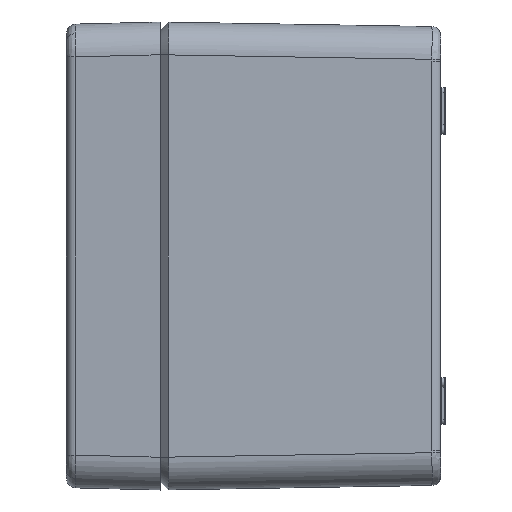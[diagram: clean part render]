
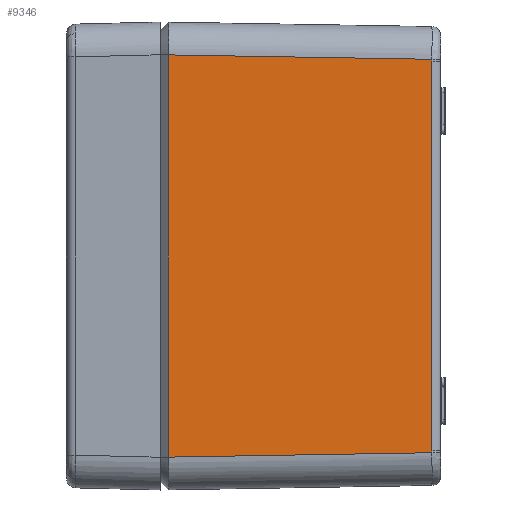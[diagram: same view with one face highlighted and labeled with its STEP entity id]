
A CAD part, left-side view. The second image highlights one B-rep face of the part: STEP entity #9346.
In plain terms, the highlighted planar face has unit normal (-1, -0.017, 0).
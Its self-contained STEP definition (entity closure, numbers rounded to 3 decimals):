
#9329 = ORIENTED_EDGE ( 'NONE', *, *, #9377, .T. ) ;
#9330 = VERTEX_POINT ( 'NONE', #28760 ) ;
#9331 = EDGE_CURVE ( 'NONE', #9330, #9333, #28828, .T. ) ;
#9332 = ORIENTED_EDGE ( 'NONE', *, *, #9331, .T. ) ;
#9333 = VERTEX_POINT ( 'NONE', #28827 ) ;
#9346 = ADVANCED_FACE ( 'NONE', ( #28837 ), #28835, .T. ) ;
#9348 = EDGE_LOOP ( 'NONE', ( #9350, #9332, #9329, #9372, #9371, #9353 ) ) ;
#9350 = ORIENTED_EDGE ( 'NONE', *, *, #9351, .T. ) ;
#9351 = EDGE_CURVE ( 'NONE', #9352, #9330, #28836, .T. ) ;
#9352 = VERTEX_POINT ( 'NONE', #28902 ) ;
#9353 = ORIENTED_EDGE ( 'NONE', *, *, #9360, .T. ) ;
#9359 = VERTEX_POINT ( 'NONE', #28944 ) ;
#9360 = EDGE_CURVE ( 'NONE', #9359, #9352, #28943, .T. ) ;
#9371 = ORIENTED_EDGE ( 'NONE', *, *, #9378, .T. ) ;
#9372 = ORIENTED_EDGE ( 'NONE', *, *, #9392, .T. ) ;
#9377 = EDGE_CURVE ( 'NONE', #9333, #9386, #28964, .T. ) ;
#9378 = EDGE_CURVE ( 'NONE', #9387, #9359, #28960, .T. ) ;
#9386 = VERTEX_POINT ( 'NONE', #29003 ) ;
#9387 = VERTEX_POINT ( 'NONE', #29002 ) ;
#9392 = EDGE_CURVE ( 'NONE', #9386, #9387, #28981, .T. ) ;
#28760 = CARTESIAN_POINT ( 'NONE',  ( -99.033, -58.036, -42.034 ) ) ;
#28803 = CARTESIAN_POINT ( 'NONE',  ( -99.033, -58.033, -41.659 ) ) ;
#28804 = CARTESIAN_POINT ( 'NONE',  ( -99.033, -58.033, -41.784 ) ) ;
#28805 = CARTESIAN_POINT ( 'NONE',  ( -99.033, -58.034, -41.909 ) ) ;
#28806 = CARTESIAN_POINT ( 'NONE',  ( -99.033, -58.036, -42.034 ) ) ;
#28827 = CARTESIAN_POINT ( 'NONE',  ( -99.033, -58.033, -41.659 ) ) ;
#28828 = B_SPLINE_CURVE_WITH_KNOTS ( 'NONE', 3,
 ( #28806, #28805, #28804, #28803 ),
 .UNSPECIFIED., .F., .F.,
 ( 4, 4 ),
 ( 0., 0. ),
 .UNSPECIFIED. ) ;
#28833 = CARTESIAN_POINT ( 'NONE',  ( -100., 0., -50. ) ) ;
#28834 = AXIS2_PLACEMENT_3D ( 'NONE', #28833, #28907, #28906 ) ;
#28835 = PLANE ( 'NONE',  #28834 ) ;
#28836 = LINE ( 'NONE', #28905, #28904 ) ;
#28837 = FACE_OUTER_BOUND ( 'NONE', #9348, .T. ) ;
#28902 = CARTESIAN_POINT ( 'NONE',  ( -99.97, -1.8, -42.971 ) ) ;
#28903 = DIRECTION ( 'NONE',  ( 0.017, -1., 0.017 ) ) ;
#28904 = VECTOR ( 'NONE', #28903, 1000. ) ;
#28905 = CARTESIAN_POINT ( 'NONE',  ( -100.002, 0.117, -43.003 ) ) ;
#28906 = DIRECTION ( 'NONE',  ( 0.017, -1., 0. ) ) ;
#28907 = DIRECTION ( 'NONE',  ( -1., -0.017, 0. ) ) ;
#28940 = DIRECTION ( 'NONE',  ( 0., 0., -1. ) ) ;
#28941 = VECTOR ( 'NONE', #28940, 1000. ) ;
#28942 = CARTESIAN_POINT ( 'NONE',  ( -99.97, -1.8, -50. ) ) ;
#28943 = LINE ( 'NONE', #28942, #28941 ) ;
#28944 = CARTESIAN_POINT ( 'NONE',  ( -99.97, -1.8, 42.971 ) ) ;
#28957 = DIRECTION ( 'NONE',  ( -0.017, 1., 0.017 ) ) ;
#28958 = VECTOR ( 'NONE', #28957, 1000. ) ;
#28959 = CARTESIAN_POINT ( 'NONE',  ( -99.974, -1.549, 42.975 ) ) ;
#28960 = LINE ( 'NONE', #28959, #28958 ) ;
#28961 = DIRECTION ( 'NONE',  ( 0., 0., 1. ) ) ;
#28962 = VECTOR ( 'NONE', #28961, 1000. ) ;
#28963 = CARTESIAN_POINT ( 'NONE',  ( -99.033, -58.033, 42.001 ) ) ;
#28964 = LINE ( 'NONE', #28963, #28962 ) ;
#28975 = CARTESIAN_POINT ( 'NONE',  ( -99.033, -58.036, 42.034 ) ) ;
#28976 = CARTESIAN_POINT ( 'NONE',  ( -99.033, -58.034, 41.909 ) ) ;
#28977 = CARTESIAN_POINT ( 'NONE',  ( -99.033, -58.033, 41.784 ) ) ;
#28978 = CARTESIAN_POINT ( 'NONE',  ( -99.033, -58.033, 41.659 ) ) ;
#28981 = B_SPLINE_CURVE_WITH_KNOTS ( 'NONE', 3,
 ( #28978, #28977, #28976, #28975 ),
 .UNSPECIFIED., .F., .F.,
 ( 4, 4 ),
 ( 0., 0. ),
 .UNSPECIFIED. ) ;
#29002 = CARTESIAN_POINT ( 'NONE',  ( -99.033, -58.036, 42.034 ) ) ;
#29003 = CARTESIAN_POINT ( 'NONE',  ( -99.033, -58.033, 41.659 ) ) ;
